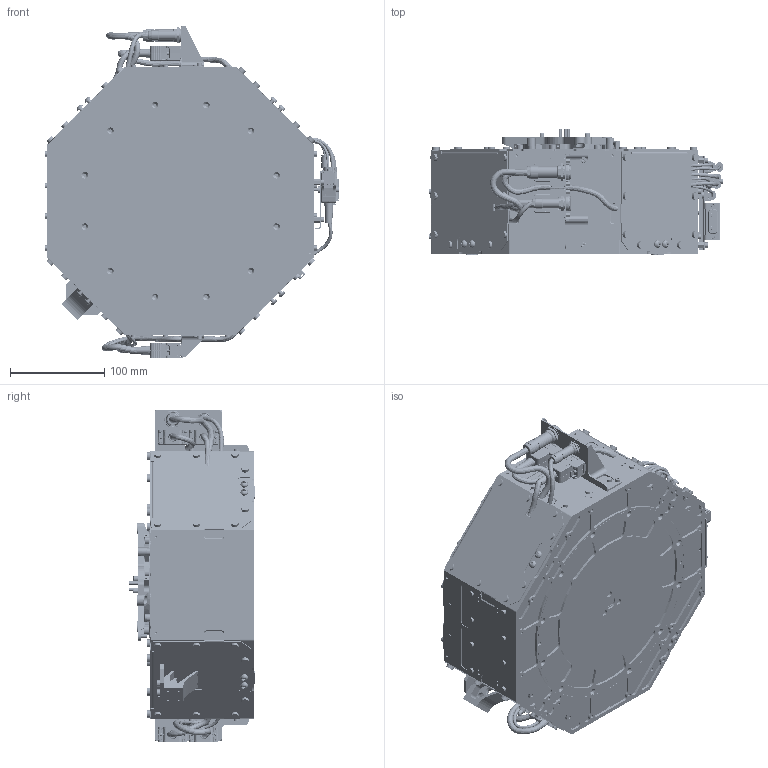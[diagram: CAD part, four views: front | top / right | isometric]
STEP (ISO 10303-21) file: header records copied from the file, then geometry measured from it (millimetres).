
FILE_DESCRIPTION((''),'2;1');
FILE_NAME('1187012-01-B01','2016-09-06T',('Ch5375'),(''),'PRO/ENGINEER BY PARAMETRIC TECHNOLOGY CORPORATION, 2014000','PRO/ENGINEER BY PARAMETRIC TECHNOLOGY CORPORATION, 2014000','');
FILE_SCHEMA(('CONFIG_CONTROL_DESIGN'));
Products named in the file (1): 1187012-01-B01
Bounding box: 313.2 x 133.08 x 352.98 mm (x, y, z)
Volume: 7549638.1 mm3; surface area: 418037.3 mm2
Topology: 7 solids, 69 shells, 11030 faces, 30361 edges, 19785 vertices
Faces by surface type: plane 5224, cylinder 3407, cone 1141, extrusion 684, bspline 263, torus 178, sphere 133
Entity records: 419553 total; most frequent: CARTESIAN_POINT 133590, ORIENTED_EDGE 60438, DIRECTION 55591, EDGE_CURVE 30219, VERTEX_POINT 19785, AXIS2_PLACEMENT_3D 19281, VECTOR 17029, LINE 16345
